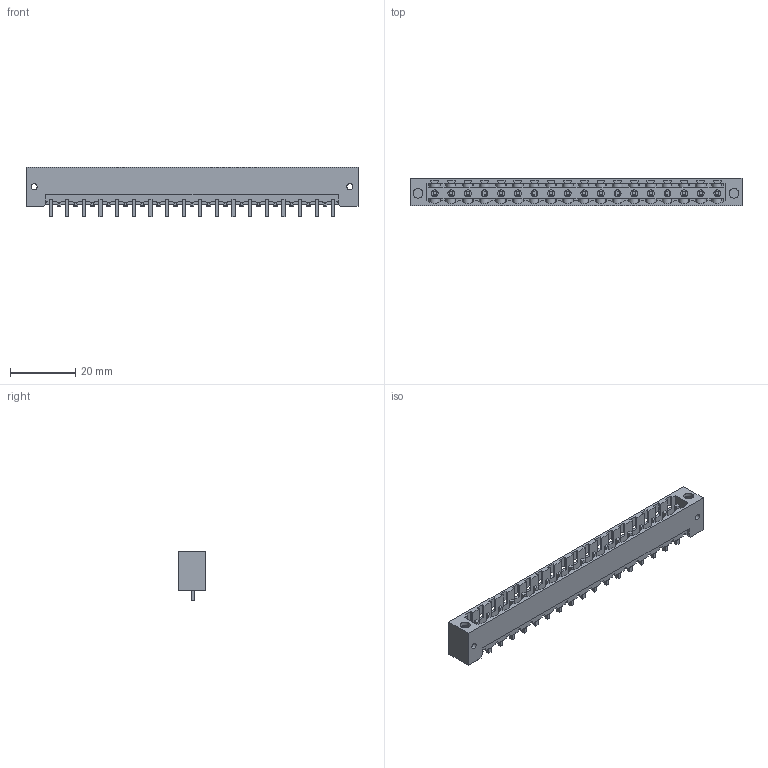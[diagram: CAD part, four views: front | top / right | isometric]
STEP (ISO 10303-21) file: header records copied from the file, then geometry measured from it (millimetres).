
FILE_DESCRIPTION(('CATIA V5 STEP Exchange','CAx-IF Rec.Pracs.--- Model Styling and Organization---1.2---2011-12-15'),'2;1');
FILE_NAME ('D1456758_0_1820650000_1820650000.stp','2018-03-31T11:57:29+00:00',('none'),('Weidmueller'),'CATIA Version 5-6 Release 2014','CATIA V5 STEP AP214','none');
FILE_SCHEMA(('AUTOMOTIVE_DESIGN { 1 0 10303 214 1 1 1 1 }'));
Length unit declared in the file: millimetre
Products named in the file (1): 1820650000
Bounding box: 101.44 x 8.43 x 15.2 mm (x, y, z)
Volume: 3688.3 mm3; surface area: 8860.1 mm2
Topology: 19 solids, 19 shells, 1107 faces, 3503 edges, 2405 vertices
Faces by surface type: plane 904, cylinder 185, extrusion 18
Entity records: 40590 total; most frequent: CARTESIAN_POINT 8862, ORIENTED_EDGE 7006, DIRECTION 5377, EDGE_CURVE 3503, VECTOR 2836, LINE 2818, VERTEX_POINT 2405, AXIS2_PLACEMENT_3D 1452
